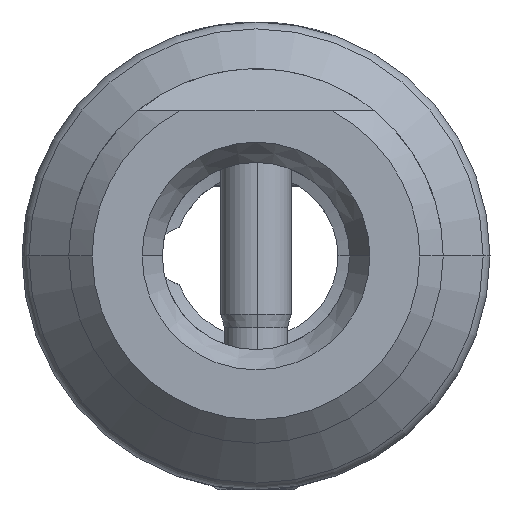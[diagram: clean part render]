
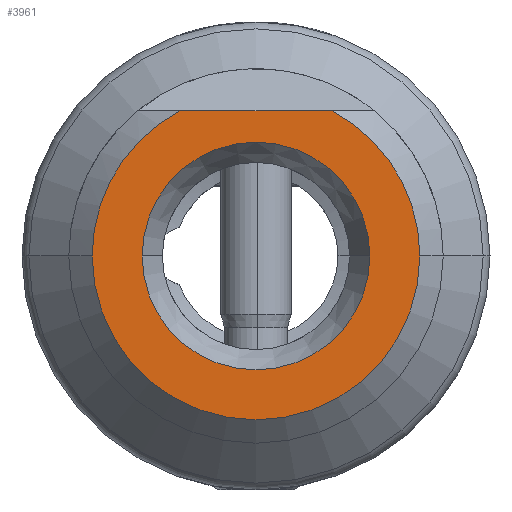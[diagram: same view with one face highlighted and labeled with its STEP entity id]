
A CAD part, left-side view. The second image highlights one B-rep face of the part: STEP entity #3961.
In plain terms, the highlighted planar face has unit normal (-1, 0, 0).
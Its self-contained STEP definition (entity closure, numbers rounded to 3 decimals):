
#99 = CIRCLE ( 'NONE', #1329, 7. ) ;
#237 = VERTEX_POINT ( 'NONE', #412 ) ;
#242 = EDGE_CURVE ( 'NONE', #2754, #2748, #1943, .T. ) ;
#291 = AXIS2_PLACEMENT_3D ( 'NONE', #1718, #3921, #2075 ) ;
#365 = DIRECTION ( 'NONE',  ( -1., 0., 0. ) ) ;
#369 = CIRCLE ( 'NONE', #2749, 7. ) ;
#412 = CARTESIAN_POINT ( 'NONE',  ( -90., -4.866, 0. ) ) ;
#427 = DIRECTION ( 'NONE',  ( 0., 1., 0. ) ) ;
#457 = VERTEX_POINT ( 'NONE', #2352 ) ;
#583 = CARTESIAN_POINT ( 'NONE',  ( -90., 7., 6.2 ) ) ;
#704 = EDGE_CURVE ( 'NONE', #237, #3431, #2917, .T. ) ;
#1012 = EDGE_CURVE ( 'NONE', #2754, #2580, #369, .T. ) ;
#1160 = DIRECTION ( 'NONE',  ( 1., 0., 0. ) ) ;
#1329 = AXIS2_PLACEMENT_3D ( 'NONE', #1775, #3147, #3472 ) ;
#1343 = ORIENTED_EDGE ( 'NONE', *, *, #242, .T. ) ;
#1349 = ORIENTED_EDGE ( 'NONE', *, *, #2253, .F. ) ;
#1447 = FACE_BOUND ( 'NONE', #2278, .T. ) ;
#1501 = FACE_OUTER_BOUND ( 'NONE', #3583, .T. ) ;
#1531 = CARTESIAN_POINT ( 'NONE',  ( -90., 0., 0. ) ) ;
#1718 = CARTESIAN_POINT ( 'NONE',  ( -90., 0., 0. ) ) ;
#1775 = CARTESIAN_POINT ( 'NONE',  ( -90., 0., 0. ) ) ;
#1838 = DIRECTION ( 'NONE',  ( 0., 1., 0. ) ) ;
#1898 = VECTOR ( 'NONE', #427, 1000. ) ;
#1928 = ORIENTED_EDGE ( 'NONE', *, *, #3479, .F. ) ;
#1942 = AXIS2_PLACEMENT_3D ( 'NONE', #2619, #365, #2637 ) ;
#1943 = LINE ( 'NONE', #583, #1898 ) ;
#1997 = EDGE_CURVE ( 'NONE', #3431, #237, #3515, .T. ) ;
#2040 = CARTESIAN_POINT ( 'NONE',  ( -90., 4.866, 0. ) ) ;
#2075 = DIRECTION ( 'NONE',  ( 0., 1., 0. ) ) ;
#2253 = EDGE_CURVE ( 'NONE', #457, #2748, #99, .T. ) ;
#2278 = EDGE_LOOP ( 'NONE', ( #2779, #2770 ) ) ;
#2325 = PLANE ( 'NONE',  #1942 ) ;
#2352 = CARTESIAN_POINT ( 'NONE',  ( -90., 7., 0. ) ) ;
#2580 = VERTEX_POINT ( 'NONE', #4046 ) ;
#2600 = AXIS2_PLACEMENT_3D ( 'NONE', #2650, #2635, #2618 ) ;
#2618 = DIRECTION ( 'NONE',  ( 0., 1., 0. ) ) ;
#2619 = CARTESIAN_POINT ( 'NONE',  ( -90., 7., 0. ) ) ;
#2635 = DIRECTION ( 'NONE',  ( 1., 0., 0. ) ) ;
#2637 = DIRECTION ( 'NONE',  ( 0., -1., 0. ) ) ;
#2650 = CARTESIAN_POINT ( 'NONE',  ( -90., 0., 0. ) ) ;
#2720 = ORIENTED_EDGE ( 'NONE', *, *, #1012, .F. ) ;
#2737 = CARTESIAN_POINT ( 'NONE',  ( -90., -3.25, 6.2 ) ) ;
#2748 = VERTEX_POINT ( 'NONE', #2777 ) ;
#2749 = AXIS2_PLACEMENT_3D ( 'NONE', #1531, #1160, #1838 ) ;
#2754 = VERTEX_POINT ( 'NONE', #2737 ) ;
#2770 = ORIENTED_EDGE ( 'NONE', *, *, #1997, .T. ) ;
#2774 = CIRCLE ( 'NONE', #291, 7. ) ;
#2777 = CARTESIAN_POINT ( 'NONE',  ( -90., 3.25, 6.2 ) ) ;
#2779 = ORIENTED_EDGE ( 'NONE', *, *, #704, .T. ) ;
#2917 = CIRCLE ( 'NONE', #2600, 4.866 ) ;
#3146 = AXIS2_PLACEMENT_3D ( 'NONE', #3627, #3670, #3679 ) ;
#3147 = DIRECTION ( 'NONE',  ( 1., 0., 0. ) ) ;
#3431 = VERTEX_POINT ( 'NONE', #2040 ) ;
#3472 = DIRECTION ( 'NONE',  ( 0., 1., 0. ) ) ;
#3479 = EDGE_CURVE ( 'NONE', #2580, #457, #2774, .T. ) ;
#3515 = CIRCLE ( 'NONE', #3146, 4.866 ) ;
#3583 = EDGE_LOOP ( 'NONE', ( #2720, #1343, #1349, #1928 ) ) ;
#3627 = CARTESIAN_POINT ( 'NONE',  ( -90., 0., 0. ) ) ;
#3670 = DIRECTION ( 'NONE',  ( 1., 0., 0. ) ) ;
#3679 = DIRECTION ( 'NONE',  ( 0., 1., 0. ) ) ;
#3921 = DIRECTION ( 'NONE',  ( 1., 0., 0. ) ) ;
#3961 = ADVANCED_FACE ( 'NONE', ( #1447, #1501 ), #2325, .T. ) ;
#4046 = CARTESIAN_POINT ( 'NONE',  ( -90., -7., 0. ) ) ;
